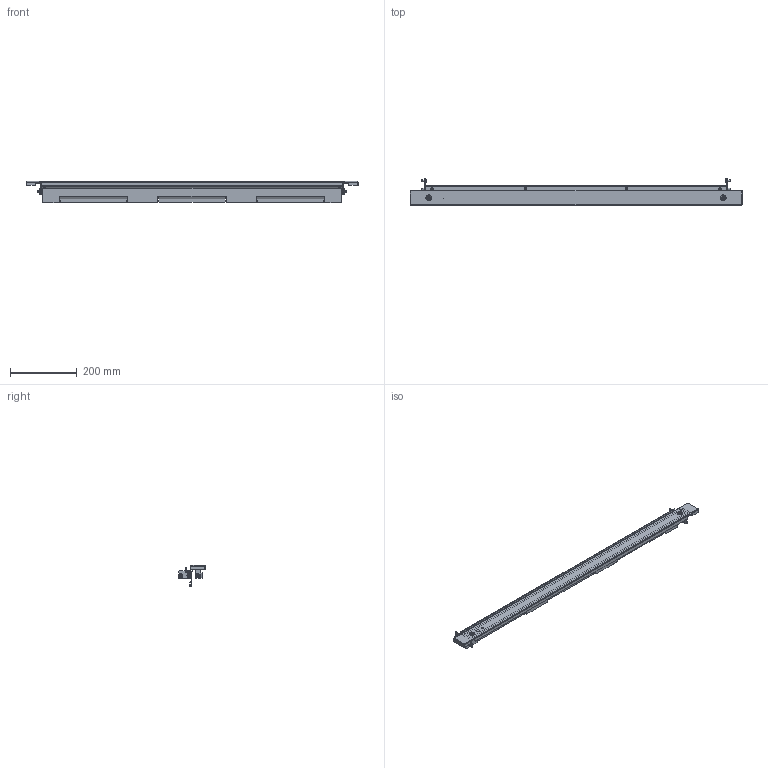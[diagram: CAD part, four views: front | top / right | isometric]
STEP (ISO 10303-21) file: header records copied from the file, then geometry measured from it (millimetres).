
FILE_DESCRIPTION (( 'STEP AP214' ), '1' );
FILE_NAME ('YKM40D-FO-PWS-005-100-54 FORMAT Ôàëüø_ïàíåëü âíåøíÿÿ 50õ1000ìì IP54 (2øò_êîìïë) IEK.STEP', '2022-05-30T11:32:03', ( '' ), ( '' ), 'SwSTEP 2.0', 'SolidWorks 2017', '' );
FILE_SCHEMA (( 'AUTOMOTIVE_DESIGN' ));
Length unit declared in the file: millimetre
Products named in the file (1): YKM40D-FO-PWS-005-100-54 FORMAT Ôàëüø_ïàíåëü âíåøíÿÿ 50õ1000ìì IP54 (2øò_êîìïë) IEK
Bounding box: 995 x 80.5 x 63.1 mm (x, y, z)
Volume: 289634.5 mm3; surface area: 409081 mm2
Topology: 28 solids, 28 shells, 1193 faces, 2957 edges, 1842 vertices
Faces by surface type: plane 634, cylinder 383, cone 106, bspline 50, torus 12, sphere 8
Entity records: 53174 total; most frequent: CARTESIAN_POINT 11674, ORIENTED_EDGE 5906, DIRECTION 5835, EDGE_CURVE 2953, AXIS2_PLACEMENT_3D 2078, VERTEX_POINT 1842, VECTOR 1679, LINE 1679
